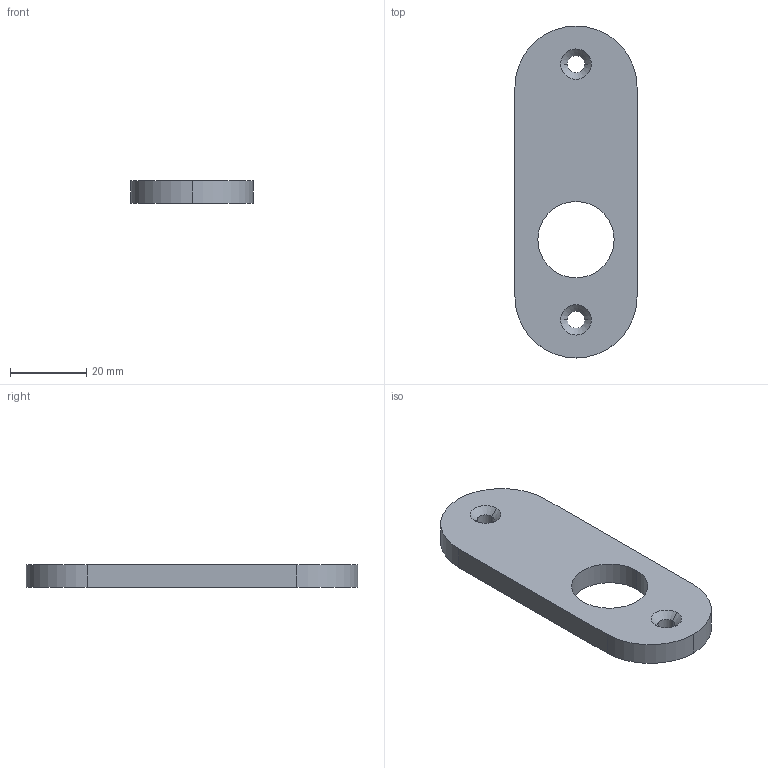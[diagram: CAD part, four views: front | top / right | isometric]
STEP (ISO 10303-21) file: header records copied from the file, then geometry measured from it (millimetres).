
FILE_DESCRIPTION (( 'STEP AP203' ), '1' );
FILE_NAME ('15099.STEP', '2019-07-31T13:09:12', ( '' ), ( '' ), 'SwSTEP 2.0', 'SolidWorks 2015', '' );
FILE_SCHEMA (( 'CONFIG_CONTROL_DESIGN' ));
Length unit declared in the file: millimetre
Products named in the file (1): 15099
Bounding box: 32 x 87 x 6 mm (x, y, z)
Volume: 13254.7 mm3; surface area: 6232.8 mm2
Topology: 1 solids, 1 shells, 192 faces, 509 edges, 338 vertices
Faces by surface type: plane 95, bspline 83, cylinder 10, cone 4
Entity records: 10420 total; most frequent: CARTESIAN_POINT 6107, ORIENTED_EDGE 1018, DIRECTION 587, EDGE_CURVE 509, VERTEX_POINT 338, VECTOR 319, LINE 319, EDGE_LOOP 217
